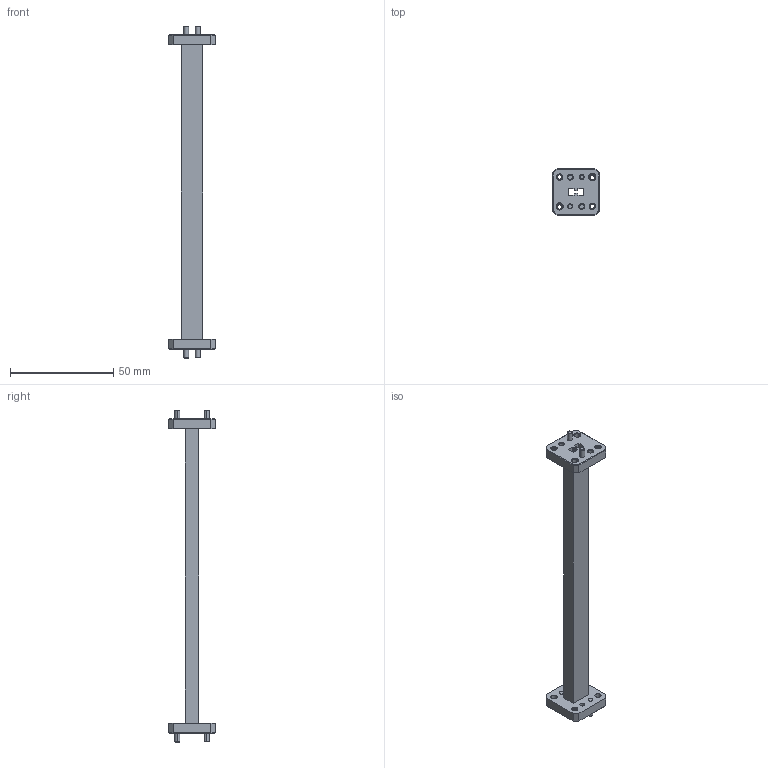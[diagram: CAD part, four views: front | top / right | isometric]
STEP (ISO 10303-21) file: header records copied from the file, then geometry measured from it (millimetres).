
FILE_DESCRIPTION (( 'STEP AP203' ), '1' );
FILE_NAME ('PEWRD180S001-6.step', '2020-10-30T19:58:58', ( '' ), ( '' ), 'SwSTEP 2.0', 'SolidWorks 2018', '' );
FILE_SCHEMA (( 'CONFIG_CONTROL_DESIGN' ));
Length unit declared in the file: inch
Products named in the file (1): PEWRD180S001-6
Bounding box: 22.4 x 22.4 x 161 mm (x, y, z)
Volume: 10673.1 mm3; surface area: 11689.9 mm2
Topology: 1 solids, 1 shells, 244 faces, 624 edges, 392 vertices
Faces by surface type: cylinder 100, plane 64, cone 40, bspline 40
Entity records: 16131 total; most frequent: CARTESIAN_POINT 10661, ORIENTED_EDGE 1248, DIRECTION 954, EDGE_CURVE 624, VERTEX_POINT 392, AXIS2_PLACEMENT_3D 339, EDGE_LOOP 280, VECTOR 276
